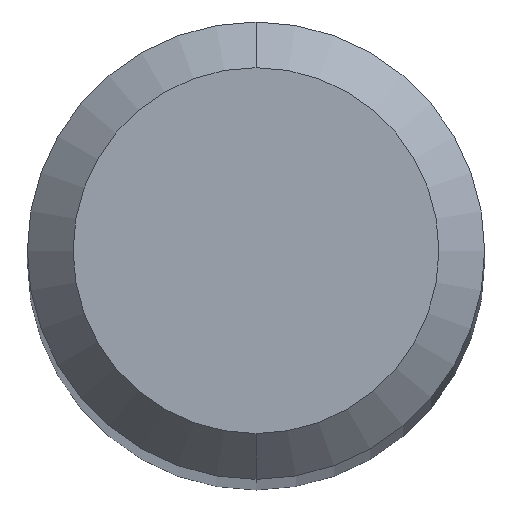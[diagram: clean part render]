
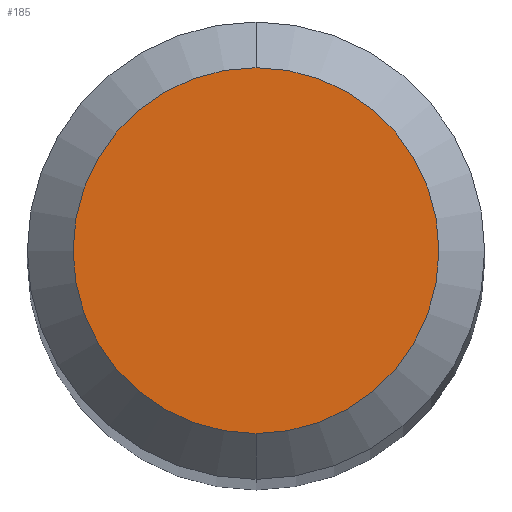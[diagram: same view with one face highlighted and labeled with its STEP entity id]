
A CAD part, top view. The second image highlights one B-rep face of the part: STEP entity #185.
In plain terms, the highlighted planar face has unit normal (0, 0, 1).
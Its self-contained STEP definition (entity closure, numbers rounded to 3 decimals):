
#185=ADVANCED_FACE('',(#479),#480,.T.);
#193=EDGE_CURVE('',#259,#323,#488,.T.);
#259=VERTEX_POINT('',#562);
#323=VERTEX_POINT('',#634);
#411=EDGE_CURVE('',#323,#259,#727,.T.);
#479=FACE_OUTER_BOUND('',#798,.T.);
#480=PLANE('',#799);
#488=CIRCLE('',#824,1.2);
#562=CARTESIAN_POINT('',(0.,-1.2,0.0));
#634=CARTESIAN_POINT('',(0.0,1.2,0.0));
#727=CIRCLE('',#1337,1.2);
#798=EDGE_LOOP('',(#1423,#1424));
#799=AXIS2_PLACEMENT_3D('',#1425,#1426,#1427);
#824=AXIS2_PLACEMENT_3D('',#1434,#1435,#1436);
#1337=AXIS2_PLACEMENT_3D('',#1676,#1677,#1678);
#1423=ORIENTED_EDGE('',*,*,#411,.F.);
#1424=ORIENTED_EDGE('',*,*,#193,.F.);
#1425=CARTESIAN_POINT('',(0.0,0.6,0.0));
#1426=DIRECTION('',(-0.0,0.0,1.0));
#1427=DIRECTION('',(0.0,-1.0,0.0));
#1434=CARTESIAN_POINT('',(0.0,0.0,0.0));
#1435=DIRECTION('',(0.0,0.0,-1.0));
#1436=DIRECTION('',(0.0,1.0,0.0));
#1676=CARTESIAN_POINT('',(0.0,0.0,0.0));
#1677=DIRECTION('',(0.0,0.0,-1.0));
#1678=DIRECTION('',(0.0,1.0,0.0));
